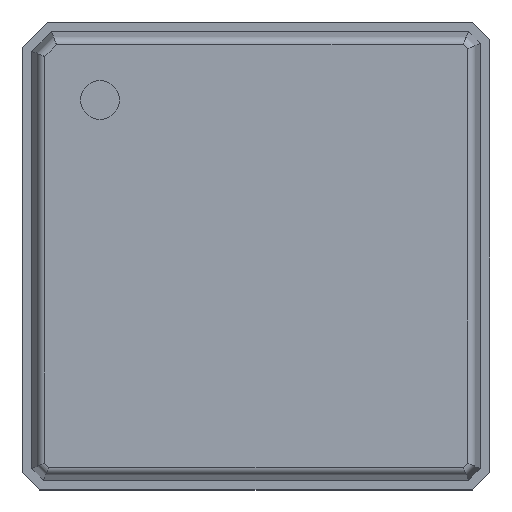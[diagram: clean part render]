
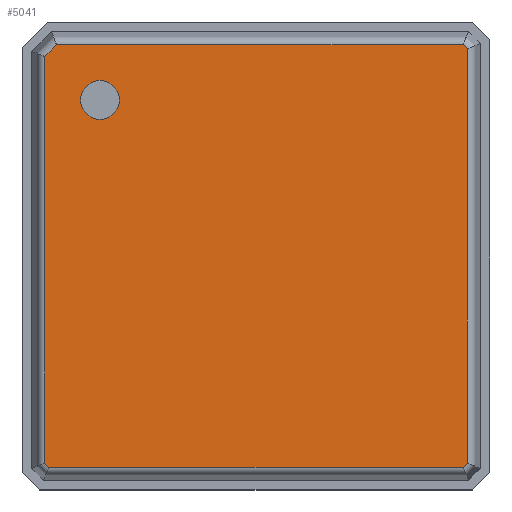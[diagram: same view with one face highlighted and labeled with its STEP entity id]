
A CAD part, top view. The second image highlights one B-rep face of the part: STEP entity #5041.
In plain terms, the highlighted face is planar.
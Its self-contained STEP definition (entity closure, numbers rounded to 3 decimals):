
#4612=DIRECTION('',(0.,0.,-1.));
#4613=VECTOR('',#4612,10.625);
#4614=CARTESIAN_POINT('',(5.418,0.8,5.312));
#4615=LINE('',#4614,#4613);
#4619=DIRECTION('',(0.707,0.,-0.707));
#4620=VECTOR('',#4619,0.149);
#4621=CARTESIAN_POINT('',(5.312,0.8,5.418));
#4622=LINE('',#4621,#4620);
#4626=DIRECTION('',(1.,0.,0.));
#4627=VECTOR('',#4626,10.625);
#4628=CARTESIAN_POINT('',(-5.312,0.8,5.418));
#4629=LINE('',#4628,#4627);
#4633=DIRECTION('',(0.707,0.,0.707));
#4634=VECTOR('',#4633,0.149);
#4635=CARTESIAN_POINT('',(-5.418,0.8,5.312));
#4636=LINE('',#4635,#4634);
#4640=DIRECTION('',(0.,0.,1.));
#4641=VECTOR('',#4640,10.425);
#4642=CARTESIAN_POINT('',(-5.418,0.8,-5.112));
#4643=LINE('',#4642,#4641);
#4647=DIRECTION('',(-0.707,0.,0.707));
#4648=VECTOR('',#4647,0.432);
#4649=CARTESIAN_POINT('',(-5.112,0.8,-5.418));
#4650=LINE('',#4649,#4648);
#4654=DIRECTION('',(-1.,0.,0.));
#4655=VECTOR('',#4654,10.425);
#4656=CARTESIAN_POINT('',(5.312,0.8,-5.418));
#4657=LINE('',#4656,#4655);
#4661=DIRECTION('',(-0.707,0.,-0.707));
#4662=VECTOR('',#4661,0.149);
#4663=CARTESIAN_POINT('',(5.418,0.8,-5.312));
#4664=LINE('',#4663,#4662);
#4668=CARTESIAN_POINT('',(-4.,0.8,-4.));
#4669=DIRECTION('',(0.,-1.,0.));
#4670=DIRECTION('',(1.,0.,0.));
#4671=AXIS2_PLACEMENT_3D('',#4668,#4669,#4670);
#4676=CARTESIAN_POINT('',(-4.,0.8,-4.));
#4677=DIRECTION('',(0.,-1.,0.));
#4678=DIRECTION('',(-1.,0.,0.));
#4679=AXIS2_PLACEMENT_3D('',#4676,#4677,#4678);
#4923=CARTESIAN_POINT('',(5.418,0.8,5.312));
#4924=CARTESIAN_POINT('',(5.418,0.8,-5.312));
#4925=VERTEX_POINT('',#4923);
#4926=VERTEX_POINT('',#4924);
#4929=CARTESIAN_POINT('',(5.312,0.8,-5.418));
#4930=VERTEX_POINT('',#4929);
#4933=CARTESIAN_POINT('',(-5.112,0.8,-5.418));
#4934=VERTEX_POINT('',#4933);
#4935=CARTESIAN_POINT('',(-5.418,0.8,-5.112));
#4936=VERTEX_POINT('',#4935);
#4941=CARTESIAN_POINT('',(-5.418,0.8,5.312));
#4942=VERTEX_POINT('',#4941);
#4945=CARTESIAN_POINT('',(-5.312,0.8,5.418));
#4946=VERTEX_POINT('',#4945);
#4949=CARTESIAN_POINT('',(5.312,0.8,5.418));
#4950=VERTEX_POINT('',#4949);
#4955=CARTESIAN_POINT('',(-3.5,0.8,-4.));
#4956=CARTESIAN_POINT('',(-4.5,0.8,-4.));
#4957=VERTEX_POINT('',#4955);
#4958=VERTEX_POINT('',#4956);
#5013=CARTESIAN_POINT('',(0.,0.8,0.));
#5014=DIRECTION('',(0.,1.,0.));
#5015=DIRECTION('',(1.,0.,0.));
#5016=AXIS2_PLACEMENT_3D('',#5013,#5014,#5015);
#5017=PLANE('',#5016);
#5019=ORIENTED_EDGE('',*,*,#5018,.F.);
#5021=ORIENTED_EDGE('',*,*,#5020,.F.);
#5023=ORIENTED_EDGE('',*,*,#5022,.F.);
#5025=ORIENTED_EDGE('',*,*,#5024,.F.);
#5027=ORIENTED_EDGE('',*,*,#5026,.F.);
#5028=ORIENTED_EDGE('',*,*,#5003,.F.);
#5030=ORIENTED_EDGE('',*,*,#5029,.F.);
#5032=ORIENTED_EDGE('',*,*,#5031,.F.);
#5033=EDGE_LOOP('',(#5019,#5021,#5023,#5025,#5027,#5028,#5030,#5032));
#5034=FACE_OUTER_BOUND('',#5033,.F.);
#5036=ORIENTED_EDGE('',*,*,#5035,.F.);
#5038=ORIENTED_EDGE('',*,*,#5037,.F.);
#5039=EDGE_LOOP('',(#5036,#5038));
#5040=FACE_BOUND('',#5039,.F.);
#5041=ADVANCED_FACE('',(#5034,#5040),#5017,.T.);
#4672=CIRCLE('',#4671,0.5);
#4680=CIRCLE('',#4679,0.5);
#5003=EDGE_CURVE('',#4934,#4936,#4650,.T.);
#5018=EDGE_CURVE('',#4925,#4926,#4615,.T.);
#5020=EDGE_CURVE('',#4950,#4925,#4622,.T.);
#5022=EDGE_CURVE('',#4946,#4950,#4629,.T.);
#5024=EDGE_CURVE('',#4942,#4946,#4636,.T.);
#5026=EDGE_CURVE('',#4936,#4942,#4643,.T.);
#5029=EDGE_CURVE('',#4930,#4934,#4657,.T.);
#5031=EDGE_CURVE('',#4926,#4930,#4664,.T.);
#5035=EDGE_CURVE('',#4957,#4958,#4672,.T.);
#5037=EDGE_CURVE('',#4958,#4957,#4680,.T.);
